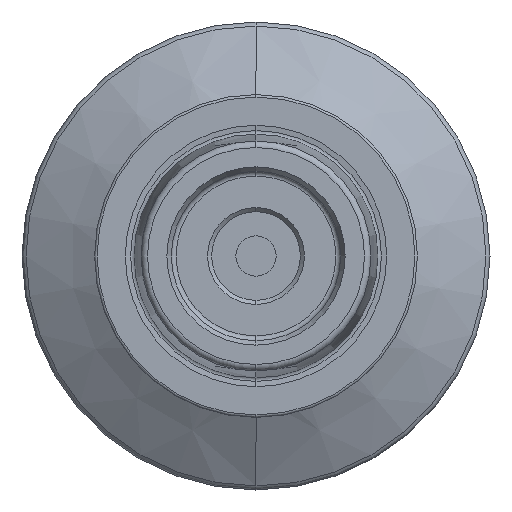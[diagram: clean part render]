
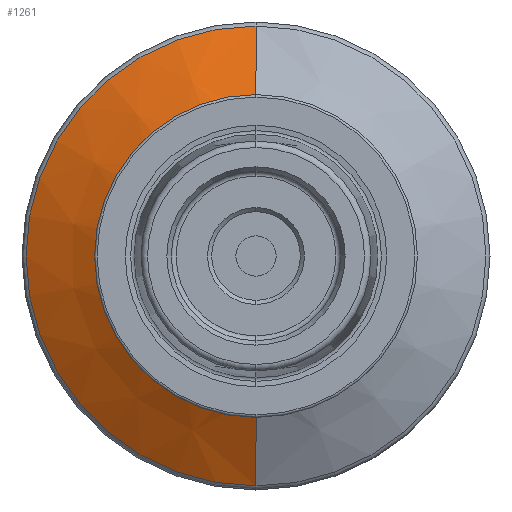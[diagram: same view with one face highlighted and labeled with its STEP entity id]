
A CAD part, left-side view. The second image highlights one B-rep face of the part: STEP entity #1261.
In plain terms, the highlighted conical face has half-angle 60 degrees and reference radius 28.5 mm.
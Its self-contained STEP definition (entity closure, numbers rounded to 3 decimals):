
#83 = EDGE_LOOP ( 'NONE', ( #5036, #5341, #3431, #984 ) ) ;
#93 = LINE ( 'NONE', #3877, #3071 ) ;
#184 = DIRECTION ( 'NONE',  ( 0., 0., 1. ) ) ;
#716 = CARTESIAN_POINT ( 'NONE',  ( 35.289, 0., 17.5 ) ) ;
#777 = CARTESIAN_POINT ( 'NONE',  ( 41.64, 0., 0. ) ) ;
#984 = ORIENTED_EDGE ( 'NONE', *, *, #4577, .F. ) ;
#1261 = ADVANCED_FACE ( 'NONE', ( #1591 ), #4713, .T. ) ;
#1329 = DIRECTION ( 'NONE',  ( 0.5, 0., 0.866 ) ) ;
#1342 = VECTOR ( 'NONE', #5390, 1000. ) ;
#1439 = VERTEX_POINT ( 'NONE', #4313 ) ;
#1591 = FACE_OUTER_BOUND ( 'NONE', #83, .T. ) ;
#1608 = DIRECTION ( 'NONE',  ( 1., 0., 0. ) ) ;
#1638 = DIRECTION ( 'NONE',  ( 1., 0., 0. ) ) ;
#1979 = CARTESIAN_POINT ( 'NONE',  ( 41.64, 0., -28.5 ) ) ;
#2579 = VERTEX_POINT ( 'NONE', #3041 ) ;
#2600 = LINE ( 'NONE', #1979, #1342 ) ;
#2679 = CIRCLE ( 'NONE', #4516, 28.5 ) ;
#2699 = DIRECTION ( 'NONE',  ( -1., 0., 0. ) ) ;
#3041 = CARTESIAN_POINT ( 'NONE',  ( 41.64, 0., -28.5 ) ) ;
#3071 = VECTOR ( 'NONE', #1329, 1000. ) ;
#3431 = ORIENTED_EDGE ( 'NONE', *, *, #3828, .T. ) ;
#3648 = EDGE_CURVE ( 'NONE', #4561, #1439, #93, .T. ) ;
#3828 = EDGE_CURVE ( 'NONE', #1439, #2579, #2679, .T. ) ;
#3877 = CARTESIAN_POINT ( 'NONE',  ( 41.64, 0., 28.5 ) ) ;
#4189 = CARTESIAN_POINT ( 'NONE',  ( 35.289, 0., 0. ) ) ;
#4194 = VERTEX_POINT ( 'NONE', #4538 ) ;
#4218 = AXIS2_PLACEMENT_3D ( 'NONE', #777, #1608, #4580 ) ;
#4267 = EDGE_CURVE ( 'NONE', #4194, #4561, #5073, .T. ) ;
#4313 = CARTESIAN_POINT ( 'NONE',  ( 41.64, 0., 28.5 ) ) ;
#4315 = AXIS2_PLACEMENT_3D ( 'NONE', #4189, #1638, #4607 ) ;
#4516 = AXIS2_PLACEMENT_3D ( 'NONE', #5259, #2699, #184 ) ;
#4538 = CARTESIAN_POINT ( 'NONE',  ( 35.289, 0., -17.5 ) ) ;
#4561 = VERTEX_POINT ( 'NONE', #716 ) ;
#4577 = EDGE_CURVE ( 'NONE', #4194, #2579, #2600, .T. ) ;
#4580 = DIRECTION ( 'NONE',  ( 0., 0., -1. ) ) ;
#4607 = DIRECTION ( 'NONE',  ( 0., 0., -1. ) ) ;
#4713 = CONICAL_SURFACE ( 'NONE', #4218, 28.5, 1.047 ) ;
#5036 = ORIENTED_EDGE ( 'NONE', *, *, #4267, .T. ) ;
#5073 = CIRCLE ( 'NONE', #4315, 17.5 ) ;
#5259 = CARTESIAN_POINT ( 'NONE',  ( 41.64, 0., 0. ) ) ;
#5341 = ORIENTED_EDGE ( 'NONE', *, *, #3648, .T. ) ;
#5390 = DIRECTION ( 'NONE',  ( 0.5, 0., -0.866 ) ) ;
